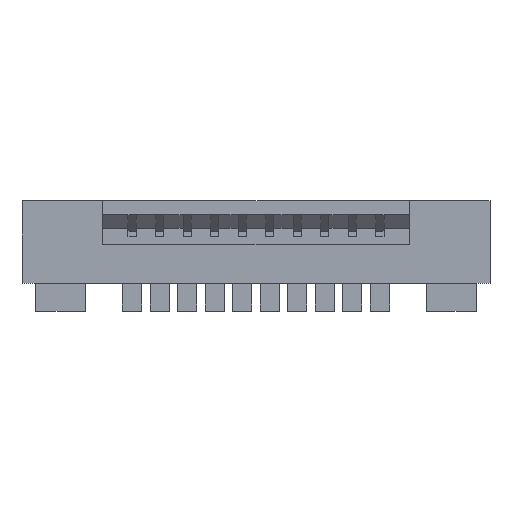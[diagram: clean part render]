
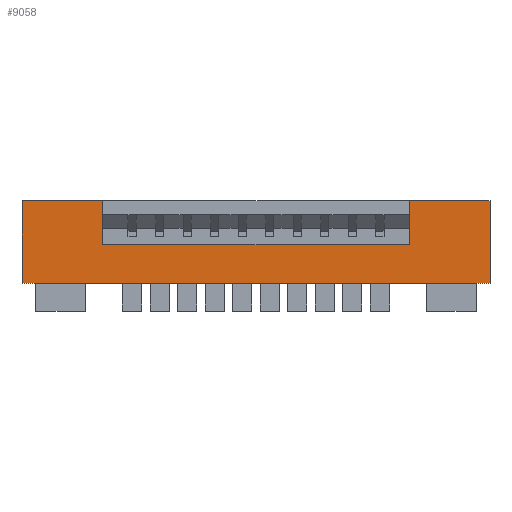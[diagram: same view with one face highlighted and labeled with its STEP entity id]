
A CAD part, top view. The second image highlights one B-rep face of the part: STEP entity #9058.
In plain terms, the highlighted planar face has unit normal (0, 0, 1).
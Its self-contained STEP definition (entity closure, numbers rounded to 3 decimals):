
#2226=ORIENTED_EDGE('',*,*,#3760,.F.);
#2227=ORIENTED_EDGE('',*,*,#3757,.F.);
#2228=ORIENTED_EDGE('',*,*,#3759,.F.);
#2229=ORIENTED_EDGE('',*,*,#3761,.T.);
#2230=ORIENTED_EDGE('',*,*,#3762,.T.);
#2231=ORIENTED_EDGE('',*,*,#3763,.F.);
#2232=ORIENTED_EDGE('',*,*,#3764,.F.);
#2233=ORIENTED_EDGE('',*,*,#3765,.F.);
#3757=EDGE_CURVE('',#4661,#4660,#5839,.T.);
#3759=EDGE_CURVE('',#4662,#4661,#5841,.T.);
#3760=EDGE_CURVE('',#4660,#4663,#5842,.T.);
#3761=EDGE_CURVE('',#4662,#4664,#5843,.T.);
#3762=EDGE_CURVE('',#4664,#4665,#5844,.T.);
#3763=EDGE_CURVE('',#4666,#4665,#5845,.T.);
#3764=EDGE_CURVE('',#4667,#4666,#5846,.T.);
#3765=EDGE_CURVE('',#4663,#4667,#5847,.T.);
#4660=VERTEX_POINT('',#14200);
#4661=VERTEX_POINT('',#14202);
#4662=VERTEX_POINT('',#14206);
#4663=VERTEX_POINT('',#14210);
#4664=VERTEX_POINT('',#14212);
#4665=VERTEX_POINT('',#14214);
#4666=VERTEX_POINT('',#14216);
#4667=VERTEX_POINT('',#14218);
#5839=LINE('',#14203,#7101);
#5841=LINE('',#14207,#7103);
#5842=LINE('',#14209,#7104);
#5843=LINE('',#14211,#7105);
#5844=LINE('',#14213,#7106);
#5845=LINE('',#14215,#7107);
#5846=LINE('',#14217,#7108);
#5847=LINE('',#14219,#7109);
#7101=VECTOR('',#11642,1000.);
#7103=VECTOR('',#11646,1000.);
#7104=VECTOR('',#11649,1000.);
#7105=VECTOR('',#11650,1000.);
#7106=VECTOR('',#11651,1000.);
#7107=VECTOR('',#11652,1000.);
#7108=VECTOR('',#11653,1000.);
#7109=VECTOR('',#11654,1000.);
#7682=EDGE_LOOP('',(#2226,#2227,#2228,#2229,#2230,#2231,#2232,#2233));
#8146=FACE_BOUND('',#7682,.T.);
#8596=PLANE('',#9723);
#9058=ADVANCED_FACE('',(#8146),#8596,.T.);
#9723=AXIS2_PLACEMENT_3D('',#14208,#11647,#11648);
#11642=DIRECTION('',(1.,0.,0.));
#11646=DIRECTION('',(0.,1.,0.));
#11647=DIRECTION('',(0.,0.,1.));
#11648=DIRECTION('',(1.,0.,0.));
#11649=DIRECTION('',(0.,-1.,0.));
#11650=DIRECTION('',(1.,0.,0.));
#11651=DIRECTION('',(0.,1.,0.));
#11652=DIRECTION('',(1.,0.,0.));
#11653=DIRECTION('',(0.,1.,0.));
#11654=DIRECTION('',(1.,0.,0.));
#14200=CARTESIAN_POINT('',(-5.575,1.5,0.55));
#14202=CARTESIAN_POINT('',(-8.5,1.5,0.55));
#14203=CARTESIAN_POINT('',(-8.5,1.5,0.55));
#14206=CARTESIAN_POINT('',(-8.5,-1.5,0.55));
#14207=CARTESIAN_POINT('',(-8.5,-1.5,0.55));
#14208=CARTESIAN_POINT('',(-8.5,-1.5,0.55));
#14209=CARTESIAN_POINT('',(-5.575,1.5,0.55));
#14210=CARTESIAN_POINT('',(-5.575,-0.1,0.55));
#14211=CARTESIAN_POINT('',(-8.5,-1.5,0.55));
#14212=CARTESIAN_POINT('',(8.5,-1.5,0.55));
#14213=CARTESIAN_POINT('',(8.5,-1.5,0.55));
#14214=CARTESIAN_POINT('',(8.5,1.5,0.55));
#14215=CARTESIAN_POINT('',(-8.5,1.5,0.55));
#14216=CARTESIAN_POINT('',(5.575,1.5,0.55));
#14217=CARTESIAN_POINT('',(5.575,-0.1,0.55));
#14218=CARTESIAN_POINT('',(5.575,-0.1,0.55));
#14219=CARTESIAN_POINT('',(-5.575,-0.1,0.55));
